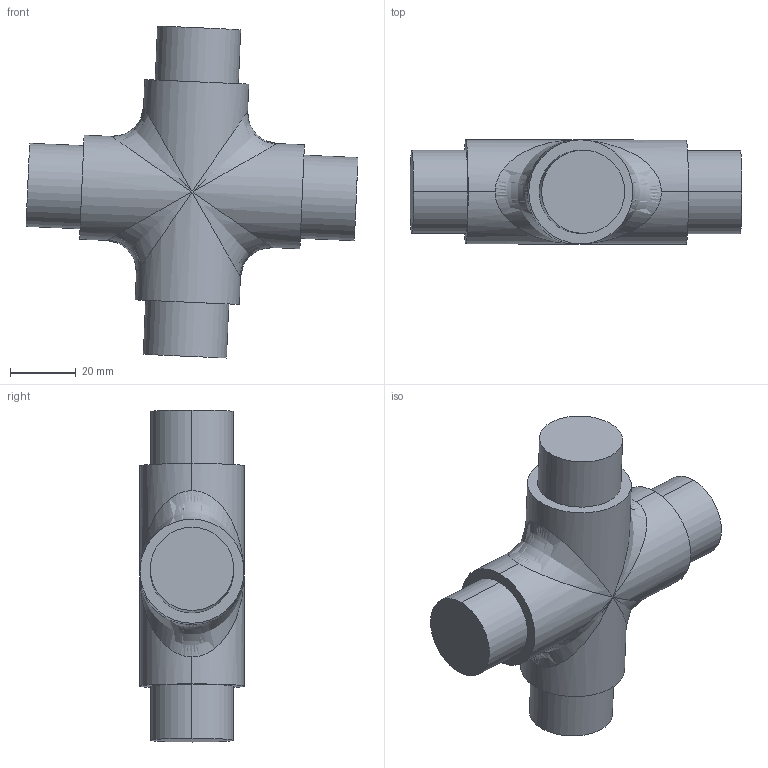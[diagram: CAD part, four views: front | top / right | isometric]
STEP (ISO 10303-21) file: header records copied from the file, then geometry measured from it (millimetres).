
FILE_DESCRIPTION (( 'STEP AP203' ), '1' );
FILE_NAME ('RearDriveShaftCB_Primary.STEP', '2023-07-27T05:57:13', ( '' ), ( '' ), 'SwSTEP 2.0', 'SolidWorks 2021', '' );
FILE_SCHEMA (( 'CONFIG_CONTROL_DESIGN' ));
Length unit declared in the file: centimetre
Products named in the file (5): U Joint _1_-1; RearDriveShaftCB_Primary; Part 9-3; Rear Axle Assembly _1_; Gearbox _1_
Assembly tree (4 placements, depth 5):
  RearDriveShaftCB_Primary
    Rear Axle Assembly _1_
      Gearbox _1_
        U Joint _1_-1
          Part 9-3
Bounding box: 101.34 x 31.76 x 101.34 mm (x, y, z)
Volume: 120220.9 mm3; surface area: 17620.3 mm2
Topology: 1 solids, 1 shells, 28 faces, 64 edges, 34 vertices
Faces by surface type: cylinder 16, plane 8, bspline 4
Entity records: 1791 total; most frequent: CARTESIAN_POINT 724, DIRECTION 132, ORIENTED_EDGE 112, AXIS2_PLACEMENT_3D 58, EDGE_CURVE 56, PERSON_AND_ORGANIZATION 44, VERTEX_POINT 34, CALENDAR_DATE 33
